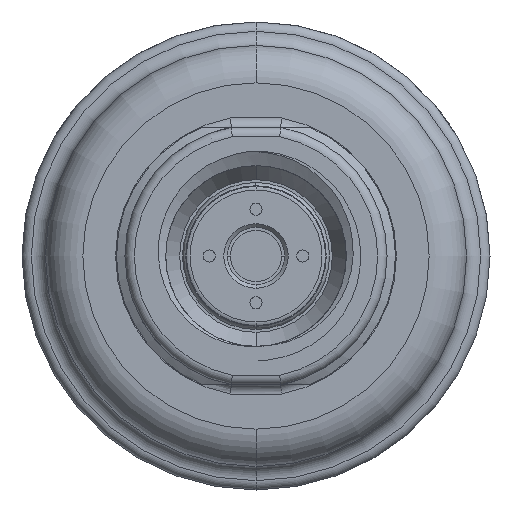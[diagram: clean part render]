
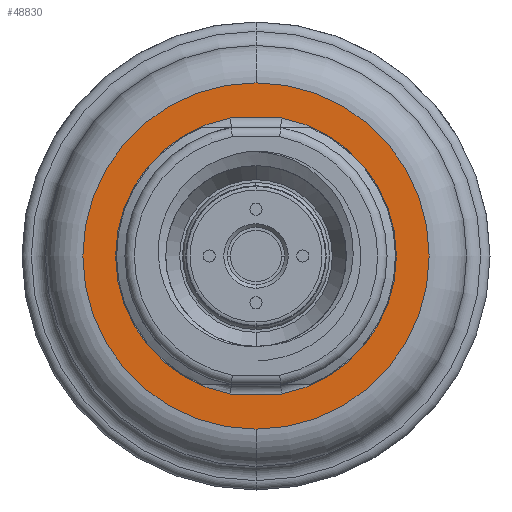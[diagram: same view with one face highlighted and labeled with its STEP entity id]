
A CAD part, front view. The second image highlights one B-rep face of the part: STEP entity #48830.
In plain terms, the highlighted planar face has unit normal (0, -1, 0).
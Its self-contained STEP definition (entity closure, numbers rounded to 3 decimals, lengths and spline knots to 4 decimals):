
#3144=CARTESIAN_POINT('',(0.,-0.1575,0.));
#3145=DIRECTION('',(0.,-1.,0.));
#3146=DIRECTION('',(0.,0.,-1.));
#3147=AXIS2_PLACEMENT_3D('',#3144,#3145,#3146);
#3149=CARTESIAN_POINT('',(0.,-0.1575,0.));
#3150=DIRECTION('',(0.,-1.,0.));
#3151=DIRECTION('',(0.,0.,1.));
#3152=AXIS2_PLACEMENT_3D('',#3149,#3150,#3151);
#3154=CARTESIAN_POINT('',(0.,-0.1575,0.));
#3155=DIRECTION('',(0.,-1.,0.));
#3156=DIRECTION('',(-0.182,0.,0.983));
#3157=AXIS2_PLACEMENT_3D('',#3154,#3155,#3156);
#3159=DIRECTION('',(1.,0.,0.));
#3160=VECTOR('',#3159,0.2147);
#3161=CARTESIAN_POINT('',(-0.1074,-0.1575,
-0.5807));
#3162=LINE('',#3161,#3160);
#3163=CARTESIAN_POINT('',(0.,-0.1575,0.));
#3164=DIRECTION('',(0.,-1.,0.));
#3165=DIRECTION('',(0.182,0.,-0.983));
#3166=AXIS2_PLACEMENT_3D('',#3163,#3164,#3165);
#3168=DIRECTION('',(-1.,0.,0.));
#3169=VECTOR('',#3168,0.2147);
#3170=CARTESIAN_POINT('',(0.1074,-0.1575,
0.5807));
#3171=LINE('',#3170,#3169);
#43140=CARTESIAN_POINT('',(-0.1074,-0.1575,
0.5807));
#43141=CARTESIAN_POINT('',(-0.1074,-0.1575,
-0.5807));
#43142=VERTEX_POINT('',#43140);
#43143=VERTEX_POINT('',#43141);
#43148=CARTESIAN_POINT('',(0.1074,-0.1575,
-0.5807));
#43149=CARTESIAN_POINT('',(0.1074,-0.1575,
0.5807));
#43150=VERTEX_POINT('',#43148);
#43151=VERTEX_POINT('',#43149);
#43451=CARTESIAN_POINT('',(0.,-0.1575,-0.7283));
#43452=CARTESIAN_POINT('',(0.,-0.1575,0.7283));
#43453=VERTEX_POINT('',#43451);
#43454=VERTEX_POINT('',#43452);
#48810=CARTESIAN_POINT('',(0.,-0.1575,0.));
#48811=DIRECTION('',(0.,-1.,0.));
#48812=DIRECTION('',(0.,0.,1.));
#48813=AXIS2_PLACEMENT_3D('',#48810,#48811,#48812);
#48814=PLANE('',#48813);
#48816=ORIENTED_EDGE('',*,*,#48815,.F.);
#48818=ORIENTED_EDGE('',*,*,#48817,.F.);
#48819=EDGE_LOOP('',(#48816,#48818));
#48820=FACE_OUTER_BOUND('',#48819,.F.);
#48821=ORIENTED_EDGE('',*,*,#48800,.T.);
#48823=ORIENTED_EDGE('',*,*,#48822,.T.);
#48825=ORIENTED_EDGE('',*,*,#48824,.T.);
#48827=ORIENTED_EDGE('',*,*,#48826,.T.);
#48828=EDGE_LOOP('',(#48821,#48823,#48825,#48827));
#48829=FACE_BOUND('',#48828,.F.);
#48830=ADVANCED_FACE('',(#48820,#48829),#48814,.T.);
#3148=CIRCLE('',#3147,0.7283);
#3153=CIRCLE('',#3152,0.7283);
#3158=CIRCLE('',#3157,0.5906);
#3167=CIRCLE('',#3166,0.5906);
#48800=EDGE_CURVE('',#43142,#43143,#3158,.T.);
#48815=EDGE_CURVE('',#43453,#43454,#3148,.T.);
#48817=EDGE_CURVE('',#43454,#43453,#3153,.T.);
#48822=EDGE_CURVE('',#43143,#43150,#3162,.T.);
#48824=EDGE_CURVE('',#43150,#43151,#3167,.T.);
#48826=EDGE_CURVE('',#43151,#43142,#3171,.T.);
